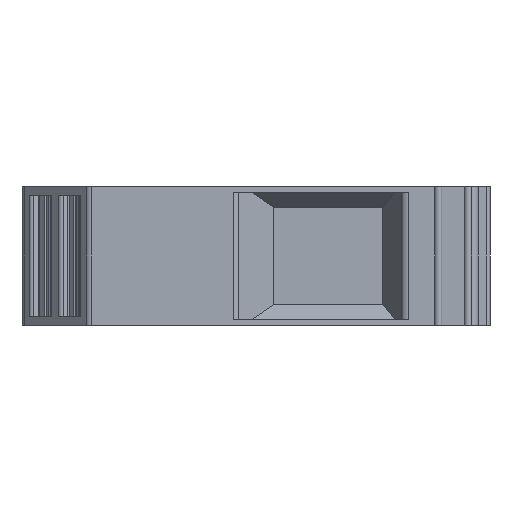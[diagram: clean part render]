
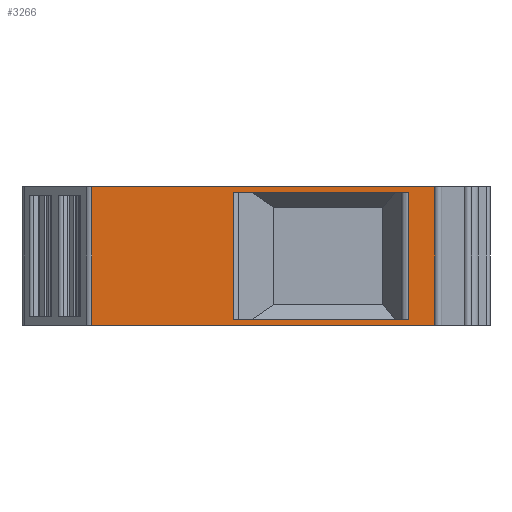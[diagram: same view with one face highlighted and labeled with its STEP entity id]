
A CAD part, left-side view. The second image highlights one B-rep face of the part: STEP entity #3266.
In plain terms, the highlighted planar face has unit normal (-1, 0, 0).
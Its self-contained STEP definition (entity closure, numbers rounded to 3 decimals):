
#32=DIRECTION('',(0.,-1.,0.));
#33=VECTOR('',#32,92.872);
#34=CARTESIAN_POINT('',(-50.,44.422,-18.8));
#35=LINE('',#34,#33);
#502=DIRECTION('',(0.,0.,1.));
#503=VECTOR('',#502,37.6);
#504=CARTESIAN_POINT('',(-50.,-48.45,-18.8));
#505=LINE('',#504,#503);
#506=DIRECTION('',(0.,0.,1.));
#507=VECTOR('',#506,37.6);
#508=CARTESIAN_POINT('',(-50.,44.422,-18.8));
#509=LINE('',#508,#507);
#510=DIRECTION('',(0.,0.,1.));
#511=VECTOR('',#510,34.6);
#512=CARTESIAN_POINT('',(-50.,6.078,-17.3));
#513=LINE('',#512,#511);
#514=DIRECTION('',(0.,1.,0.));
#515=VECTOR('',#514,47.378);
#516=CARTESIAN_POINT('',(-50.,-41.299,-17.3));
#517=LINE('',#516,#515);
#518=DIRECTION('',(0.,0.,1.));
#519=VECTOR('',#518,34.6);
#520=CARTESIAN_POINT('',(-50.,-41.299,-17.3));
#521=LINE('',#520,#519);
#522=DIRECTION('',(0.,1.,0.));
#523=VECTOR('',#522,47.378);
#524=CARTESIAN_POINT('',(-50.,-41.299,17.3));
#525=LINE('',#524,#523);
#777=DIRECTION('',(0.,-1.,0.));
#778=VECTOR('',#777,92.872);
#779=CARTESIAN_POINT('',(-50.,44.422,18.8));
#780=LINE('',#779,#778);
#1832=CARTESIAN_POINT('',(-50.,44.422,-18.8));
#1833=VERTEX_POINT('',#1832);
#1834=CARTESIAN_POINT('',(-50.,-48.45,-18.8));
#1835=VERTEX_POINT('',#1834);
#1936=CARTESIAN_POINT('',(-50.,44.422,18.8));
#1937=VERTEX_POINT('',#1936);
#1938=CARTESIAN_POINT('',(-50.,-48.45,18.8));
#1939=VERTEX_POINT('',#1938);
#2346=CARTESIAN_POINT('',(-50.,6.078,-17.3));
#2347=CARTESIAN_POINT('',(-50.,6.078,17.3));
#2348=VERTEX_POINT('',#2346);
#2349=VERTEX_POINT('',#2347);
#2350=CARTESIAN_POINT('',(-50.,-41.299,-17.3));
#2351=CARTESIAN_POINT('',(-50.,-41.299,17.3));
#2352=VERTEX_POINT('',#2350);
#2353=VERTEX_POINT('',#2351);
#3243=CARTESIAN_POINT('',(-50.,44.422,-18.8));
#3244=DIRECTION('',(-1.,0.,0.));
#3245=DIRECTION('',(0.,-1.,0.));
#3246=AXIS2_PLACEMENT_3D('',#3243,#3244,#3245);
#3247=PLANE('',#3246);
#3248=ORIENTED_EDGE('',*,*,#2413,.F.);
#3250=ORIENTED_EDGE('',*,*,#3249,.T.);
#3252=ORIENTED_EDGE('',*,*,#3251,.T.);
#3253=ORIENTED_EDGE('',*,*,#3235,.F.);
#3254=EDGE_LOOP('',(#3248,#3250,#3252,#3253));
#3255=FACE_OUTER_BOUND('',#3254,.F.);
#3257=ORIENTED_EDGE('',*,*,#3256,.F.);
#3259=ORIENTED_EDGE('',*,*,#3258,.F.);
#3261=ORIENTED_EDGE('',*,*,#3260,.T.);
#3263=ORIENTED_EDGE('',*,*,#3262,.T.);
#3264=EDGE_LOOP('',(#3257,#3259,#3261,#3263));
#3265=FACE_BOUND('',#3264,.F.);
#2413=EDGE_CURVE('',#1833,#1835,#35,.T.);
#3235=EDGE_CURVE('',#1835,#1939,#505,.T.);
#3249=EDGE_CURVE('',#1833,#1937,#509,.T.);
#3251=EDGE_CURVE('',#1937,#1939,#780,.T.);
#3256=EDGE_CURVE('',#2348,#2349,#513,.T.);
#3258=EDGE_CURVE('',#2352,#2348,#517,.T.);
#3260=EDGE_CURVE('',#2352,#2353,#521,.T.);
#3262=EDGE_CURVE('',#2353,#2349,#525,.T.);
#3266=ADVANCED_FACE('',(#3255,#3265),#3247,.T.);
